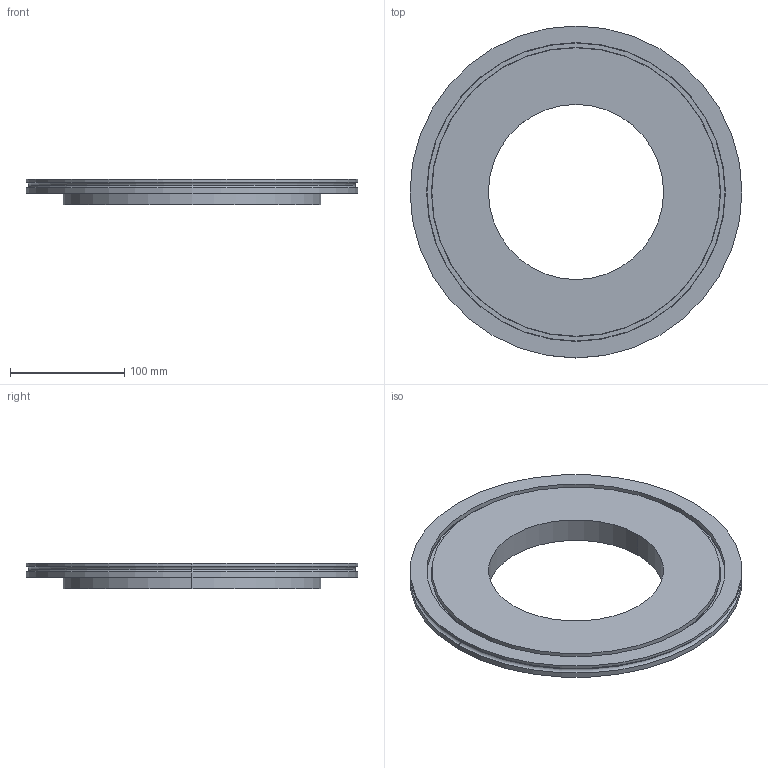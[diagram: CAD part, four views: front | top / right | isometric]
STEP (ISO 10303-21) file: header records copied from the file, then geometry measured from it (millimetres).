
FILE_DESCRIPTION (( 'STEP AP214' ), '1' );
FILE_NAME ('320FLR250-160.step', '2017-07-07T05:13:17', ( 'install' ), ( '' ), 'SwSTEP 2.0', 'SolidWorks 2015', '' );
FILE_SCHEMA (( 'AUTOMOTIVE_DESIGN' ));
Length unit declared in the file: millimetre
Products named in the file (1): 320FLR250-160
Bounding box: 290 x 290 x 22 mm (x, y, z)
Volume: 739227.2 mm3; surface area: 139882.4 mm2
Topology: 1 solids, 1 shells, 66 faces, 148 edges, 82 vertices
Faces by surface type: cylinder 34, cone 16, torus 8, plane 8
Entity records: 1948 total; most frequent: DIRECTION 348, CARTESIAN_POINT 281, ORIENTED_EDGE 264, AXIS2_PLACEMENT_3D 149, EDGE_CURVE 132, VERTEX_POINT 82, EDGE_LOOP 82, CIRCLE 82
